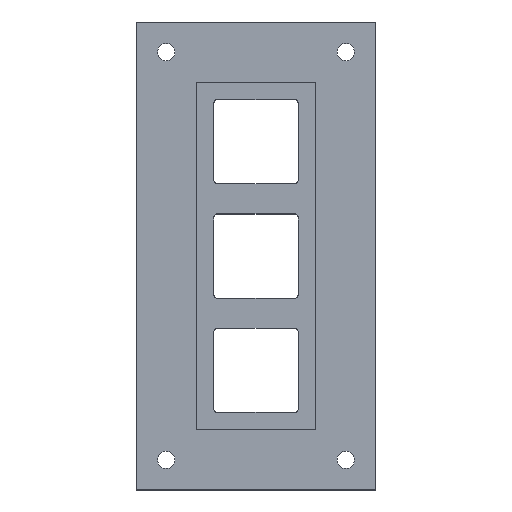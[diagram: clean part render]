
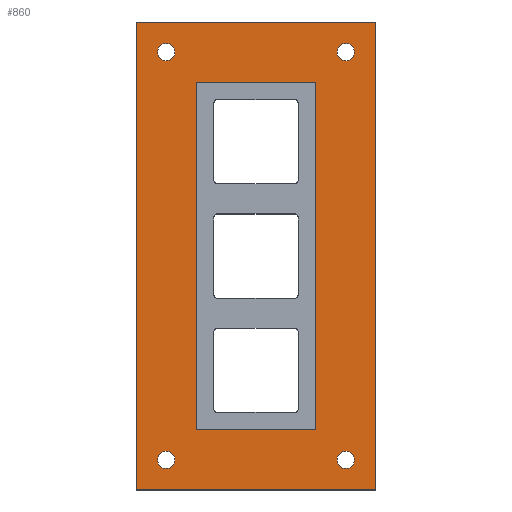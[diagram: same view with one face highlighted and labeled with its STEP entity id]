
A CAD part, top view. The second image highlights one B-rep face of the part: STEP entity #860.
In plain terms, the highlighted planar face has unit normal (0, 0, 1).
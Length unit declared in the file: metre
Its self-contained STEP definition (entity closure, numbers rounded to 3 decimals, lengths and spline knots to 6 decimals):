
#56=CIRCLE('',#938,0.00145);
#57=CIRCLE('',#940,0.00145);
#58=CIRCLE('',#942,0.00145);
#59=CIRCLE('',#944,0.00145);
#172=ORIENTED_EDGE('',*,*,#386,.F.);
#173=ORIENTED_EDGE('',*,*,#389,.T.);
#174=ORIENTED_EDGE('',*,*,#393,.T.);
#175=ORIENTED_EDGE('',*,*,#395,.F.);
#176=ORIENTED_EDGE('',*,*,#375,.F.);
#177=ORIENTED_EDGE('',*,*,#377,.T.);
#178=ORIENTED_EDGE('',*,*,#378,.T.);
#179=ORIENTED_EDGE('',*,*,#306,.F.);
#180=ORIENTED_EDGE('',*,*,#381,.F.);
#181=ORIENTED_EDGE('',*,*,#380,.F.);
#182=ORIENTED_EDGE('',*,*,#379,.F.);
#183=ORIENTED_EDGE('',*,*,#382,.F.);
#306=EDGE_CURVE('',#428,#429,#512,.T.);
#375=EDGE_CURVE('',#494,#428,#553,.T.);
#377=EDGE_CURVE('',#494,#495,#555,.T.);
#378=EDGE_CURVE('',#495,#429,#556,.T.);
#379=EDGE_CURVE('',#496,#496,#56,.T.);
#380=EDGE_CURVE('',#497,#497,#57,.T.);
#381=EDGE_CURVE('',#498,#498,#58,.T.);
#382=EDGE_CURVE('',#499,#499,#59,.T.);
#386=EDGE_CURVE('',#502,#503,#560,.T.);
#389=EDGE_CURVE('',#502,#504,#563,.T.);
#393=EDGE_CURVE('',#504,#507,#567,.T.);
#395=EDGE_CURVE('',#503,#507,#569,.T.);
#428=VERTEX_POINT('',#1229);
#429=VERTEX_POINT('',#1231);
#494=VERTEX_POINT('',#1367);
#495=VERTEX_POINT('',#1371);
#496=VERTEX_POINT('',#1377);
#497=VERTEX_POINT('',#1380);
#498=VERTEX_POINT('',#1383);
#499=VERTEX_POINT('',#1386);
#502=VERTEX_POINT('',#1393);
#503=VERTEX_POINT('',#1395);
#504=VERTEX_POINT('',#1399);
#507=VERTEX_POINT('',#1407);
#512=LINE('',#1230,#602);
#553=LINE('',#1368,#643);
#555=LINE('',#1372,#645);
#556=LINE('',#1374,#646);
#560=LINE('',#1394,#650);
#563=LINE('',#1400,#653);
#567=LINE('',#1408,#657);
#569=LINE('',#1411,#659);
#602=VECTOR('',#985,1.);
#643=VECTOR('',#1088,1.);
#645=VECTOR('',#1092,1.);
#646=VECTOR('',#1095,1.);
#650=VECTOR('',#1117,1.);
#653=VECTOR('',#1122,1.);
#657=VECTOR('',#1128,1.);
#659=VECTOR('',#1132,1.);
#719=EDGE_LOOP('',(#172,#173,#174,#175));
#720=EDGE_LOOP('',(#176,#177,#178,#179));
#721=EDGE_LOOP('',(#180));
#722=EDGE_LOOP('',(#181));
#723=EDGE_LOOP('',(#182));
#724=EDGE_LOOP('',(#183));
#783=FACE_BOUND('',#719,.T.);
#784=FACE_BOUND('',#720,.T.);
#785=FACE_BOUND('',#721,.T.);
#786=FACE_BOUND('',#722,.T.);
#787=FACE_BOUND('',#723,.T.);
#788=FACE_BOUND('',#724,.T.);
#828=PLANE('',#949);
#860=ADVANCED_FACE('',(#783,#784,#785,#786,#787,#788),#828,.T.);
#938=AXIS2_PLACEMENT_3D('',#1376,#1098,#1099);
#940=AXIS2_PLACEMENT_3D('',#1379,#1102,#1103);
#942=AXIS2_PLACEMENT_3D('',#1382,#1106,#1107);
#944=AXIS2_PLACEMENT_3D('',#1385,#1110,#1111);
#949=AXIS2_PLACEMENT_3D('',#1412,#1133,#1134);
#985=DIRECTION('',(-1.,0.,0.));
#1088=DIRECTION('',(0.,-1.,0.));
#1092=DIRECTION('',(-1.,0.,0.));
#1095=DIRECTION('',(0.,-1.,0.));
#1098=DIRECTION('',(0.,0.,1.));
#1099=DIRECTION('',(1.,0.,0.));
#1102=DIRECTION('',(0.,0.,1.));
#1103=DIRECTION('',(1.,0.,0.));
#1106=DIRECTION('',(0.,0.,1.));
#1107=DIRECTION('',(1.,0.,0.));
#1110=DIRECTION('',(0.,0.,1.));
#1111=DIRECTION('',(1.,0.,0.));
#1117=DIRECTION('',(0.,-1.,0.));
#1122=DIRECTION('',(1.,0.,0.));
#1128=DIRECTION('',(0.,-1.,0.));
#1132=DIRECTION('',(1.,0.,0.));
#1133=DIRECTION('',(0.,0.,1.));
#1134=DIRECTION('',(1.,0.,0.));
#1229=CARTESIAN_POINT('',(0.01995,-0.03895,0.013));
#1230=CARTESIAN_POINT('',(0.,-0.03895,0.013));
#1231=CARTESIAN_POINT('',(-0.01995,-0.03895,0.013));
#1367=CARTESIAN_POINT('',(0.01995,0.03895,0.013));
#1368=CARTESIAN_POINT('',(0.01995,0.,0.013));
#1371=CARTESIAN_POINT('',(-0.01995,0.03895,0.013));
#1372=CARTESIAN_POINT('',(0.,0.03895,0.013));
#1374=CARTESIAN_POINT('',(-0.01995,0.,0.013));
#1376=CARTESIAN_POINT('',(0.01495,-0.03395,0.013));
#1377=CARTESIAN_POINT('',(0.0164,-0.03395,0.013));
#1379=CARTESIAN_POINT('',(0.01495,0.03395,0.013));
#1380=CARTESIAN_POINT('',(0.0164,0.03395,0.013));
#1382=CARTESIAN_POINT('',(-0.01495,0.03395,0.013));
#1383=CARTESIAN_POINT('',(-0.0135,0.03395,0.013));
#1385=CARTESIAN_POINT('',(-0.01495,-0.03395,0.013));
#1386=CARTESIAN_POINT('',(-0.0135,-0.03395,0.013));
#1393=CARTESIAN_POINT('',(-0.00995,0.02895,0.013));
#1394=CARTESIAN_POINT('',(-0.00995,0.,0.013));
#1395=CARTESIAN_POINT('',(-0.00995,-0.02895,0.013));
#1399=CARTESIAN_POINT('',(0.00995,0.02895,0.013));
#1400=CARTESIAN_POINT('',(0.,0.02895,0.013));
#1407=CARTESIAN_POINT('',(0.00995,-0.02895,0.013));
#1408=CARTESIAN_POINT('',(0.00995,0.,0.013));
#1411=CARTESIAN_POINT('',(0.,-0.02895,0.013));
#1412=CARTESIAN_POINT('',(0.,0.,0.013));
